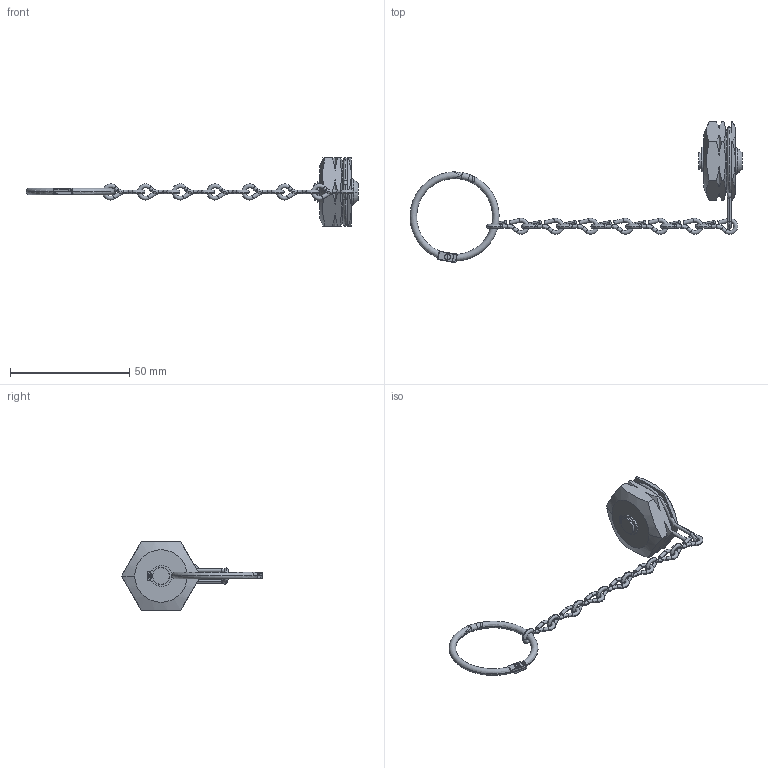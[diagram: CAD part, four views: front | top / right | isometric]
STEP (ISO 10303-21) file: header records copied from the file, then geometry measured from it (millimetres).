
FILE_DESCRIPTION (( 'STEP AP203' ), '1' );
FILE_NAME ('CAP-GT350CH-TVR.STEP', '2025-08-20T17:43:54', ( '' ), ( '' ), 'SwSTEP 2.0', 'SolidWorks 2018', '' );
FILE_SCHEMA (( 'CONFIG_CONTROL_DESIGN' ));
Length unit declared in the file: inch
Products named in the file (11): PRT-004001_97633A150; PRT-002245_RING-1.187D HALF; ASY-000291; PRT-004132; PRT-002255_SMALL PIN; PRT-004131; CAP-GT350CH-TVR; ASY-000211_Straight Chain; PRT-002239_STAINLESS; PRT-000113; PRT-000846
Assembly tree (17 placements, depth 3):
  CAP-GT350CH-TVR
    PRT-004131
    PRT-004132
    PRT-000113
    PRT-004001_97633A150
    PRT-000846
    ASY-000211_Straight Chain
      PRT-002239_STAINLESS  x7
    ASY-000291
      PRT-002245_RING-1.187D HALF  x2
      PRT-002255_SMALL PIN
Bounding box: 139.05 x 58.94 x 28.57 mm (x, y, z)
Volume: 8067.5 mm3; surface area: 7979.5 mm2
Topology: 15 solids, 15 shells, 385 faces, 895 edges, 531 vertices
Faces by surface type: cylinder 142, torus 80, plane 69, bspline 39, cone 35, sphere 20
Entity records: 9604 total; most frequent: CARTESIAN_POINT 3326, DIRECTION 1084, ORIENTED_EDGE 1008, EDGE_CURVE 504, AXIS2_PLACEMENT_3D 465, VERTEX_POINT 310, CIRCLE 237, EDGE_LOOP 234
